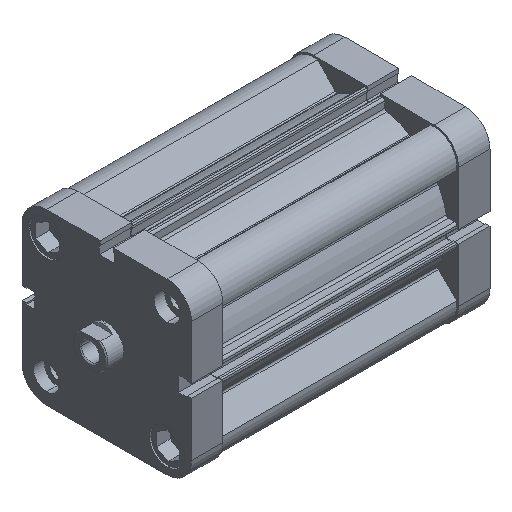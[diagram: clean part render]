
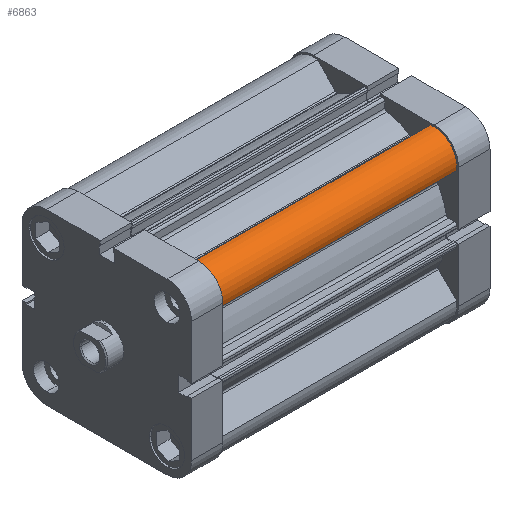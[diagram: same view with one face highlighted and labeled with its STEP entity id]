
A CAD part, isometric view. The second image highlights one B-rep face of the part: STEP entity #6863.
In plain terms, the highlighted cylindrical face has radius 10.75 mm (diameter 21.5 mm), a partial arc.
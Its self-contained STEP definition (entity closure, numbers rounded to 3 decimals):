
#939 = ORIENTED_EDGE ( 'NONE', *, *, #1187, .T. ) ;
#940 = ORIENTED_EDGE ( 'NONE', *, *, #9204, .F. ) ;
#941 = ORIENTED_EDGE ( 'NONE', *, *, #1180, .F. ) ;
#942 = ORIENTED_EDGE ( 'NONE', *, *, #9362, .T. ) ;
#1180 = EDGE_CURVE ( 'NONE', #8889, #8932, #4051, .T. ) ;
#1187 = EDGE_CURVE ( 'NONE', #9063, #9085, #4070, .T. ) ;
#1928 = CIRCLE ( 'NONE', #9916, 10.75 ) ;
#2170 = CIRCLE ( 'NONE', #9989, 10.75 ) ;
#2286 = CARTESIAN_POINT ( 'NONE',  ( 38.853, -26.479, 0. ) ) ;
#2417 = CARTESIAN_POINT ( 'NONE',  ( 26.479, -38.853, 110.5 ) ) ;
#2439 = CARTESIAN_POINT ( 'NONE',  ( 26.479, -38.853, 0. ) ) ;
#2600 = CARTESIAN_POINT ( 'NONE',  ( 28.25, -28.25, 110.5 ) ) ;
#2609 = DIRECTION ( 'NONE',  ( 0., 0., 1. ) ) ;
#2610 = DIRECTION ( 'NONE',  ( -1., 0., 0. ) ) ;
#3215 = CARTESIAN_POINT ( 'NONE',  ( 28.25, -28.25, 0. ) ) ;
#3239 = DIRECTION ( 'NONE',  ( 0., 0., 1. ) ) ;
#3241 = DIRECTION ( 'NONE',  ( -1., 0., 0. ) ) ;
#3961 = EDGE_LOOP ( 'NONE', ( #942, #941, #940, #939 ) ) ;
#4051 = LINE ( 'NONE', #6734, #4069 ) ;
#4069 = VECTOR ( 'NONE', #6721, 1000. ) ;
#4070 = LINE ( 'NONE', #6709, #4083 ) ;
#4083 = VECTOR ( 'NONE', #6673, 1000. ) ;
#5521 = DIRECTION ( 'NONE',  ( 0., 0., -1. ) ) ;
#5524 = DIRECTION ( 'NONE',  ( -1., 0., 0. ) ) ;
#5529 = CARTESIAN_POINT ( 'NONE',  ( 28.25, -28.25, 110.5 ) ) ;
#6222 = CYLINDRICAL_SURFACE ( 'NONE', #9584, 10.75 ) ;
#6225 = FACE_OUTER_BOUND ( 'NONE', #3961, .T. ) ;
#6673 = DIRECTION ( 'NONE',  ( 0., 0., -1. ) ) ;
#6709 = CARTESIAN_POINT ( 'NONE',  ( 26.479, -38.853, 110.5 ) ) ;
#6721 = DIRECTION ( 'NONE',  ( 0., 0., -1. ) ) ;
#6734 = CARTESIAN_POINT ( 'NONE',  ( 38.853, -26.479, 110.5 ) ) ;
#6863 = ADVANCED_FACE ( 'NONE', ( #6225 ), #6222, .T. ) ;
#8584 = CARTESIAN_POINT ( 'NONE',  ( 38.853, -26.479, 110.5 ) ) ;
#8889 = VERTEX_POINT ( 'NONE', #8584 ) ;
#8932 = VERTEX_POINT ( 'NONE', #2286 ) ;
#9063 = VERTEX_POINT ( 'NONE', #2417 ) ;
#9085 = VERTEX_POINT ( 'NONE', #2439 ) ;
#9204 = EDGE_CURVE ( 'NONE', #9063, #8889, #1928, .T. ) ;
#9362 = EDGE_CURVE ( 'NONE', #9085, #8932, #2170, .T. ) ;
#9584 = AXIS2_PLACEMENT_3D ( 'NONE', #5529, #5521, #5524 ) ;
#9916 = AXIS2_PLACEMENT_3D ( 'NONE', #2600, #2609, #2610 ) ;
#9989 = AXIS2_PLACEMENT_3D ( 'NONE', #3215, #3239, #3241 ) ;
